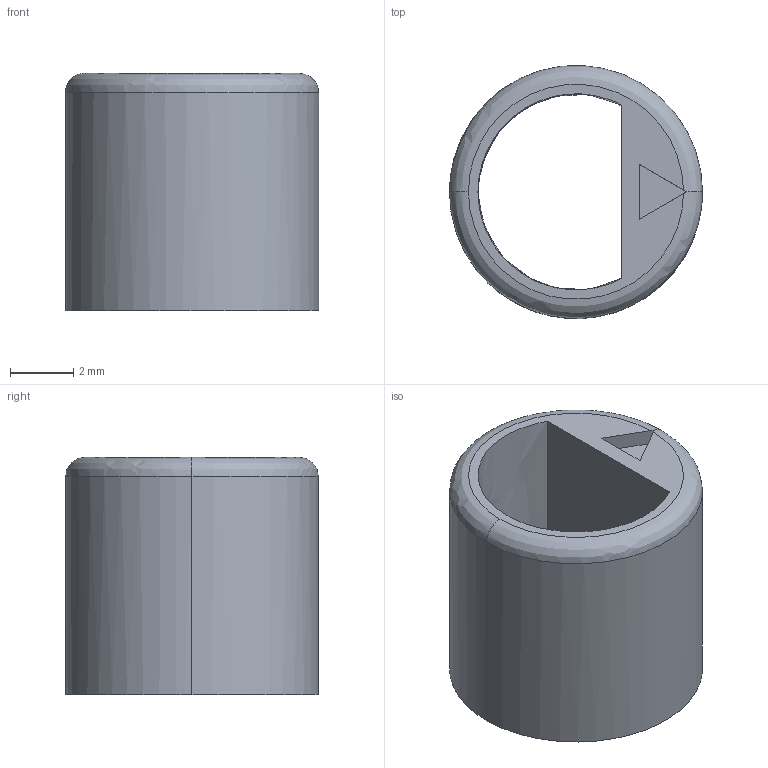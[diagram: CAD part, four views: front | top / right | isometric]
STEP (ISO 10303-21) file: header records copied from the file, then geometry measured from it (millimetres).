
FILE_DESCRIPTION(/* description */ (''),/* implementation_level */ '2;1');
FILE_NAME(/* name */ 'knob_pot',/* time_stamp */ '2020-11-02T19:22:53+01:00',/* author */ (''),/* organization */ (''),/* preprocessor_version */ 'ST-DEVELOPER v10',/* originating_system */ '',/* authorisation */ '');
FILE_SCHEMA (('CONFIG_CONTROL_DESIGN'));
Length unit declared in the file: millimetre
Products named in the file (1): 1
Bounding box: 8 x 7.99 x 7.5 mm (x, y, z)
Volume: 181 mm3; surface area: 373.5 mm2
Topology: 1 solids, 1 shells, 14 faces, 34 edges, 22 vertices
Faces by surface type: plane 8, bspline 6
Entity records: 709 total; most frequent: CARTESIAN_POINT 402, ORIENTED_EDGE 68, EDGE_CURVE 34, VERTEX_POINT 22, B_SPLINE_CURVE_WITH_KNOTS 21, EDGE_LOOP 16, ADVANCED_FACE 14, FACE_OUTER_BOUND 14
